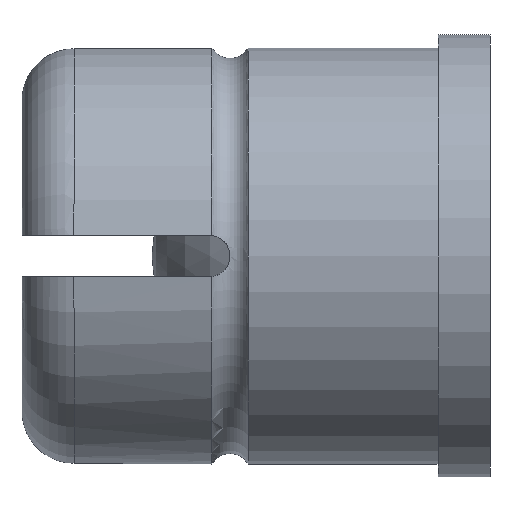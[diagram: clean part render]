
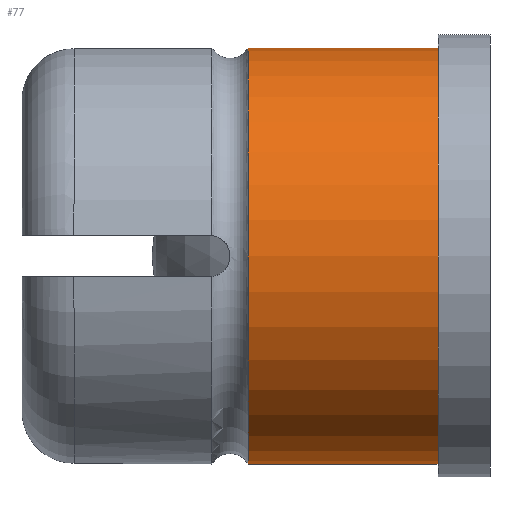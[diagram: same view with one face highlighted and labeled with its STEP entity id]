
A CAD part, front view. The second image highlights one B-rep face of the part: STEP entity #77.
In plain terms, the highlighted cylindrical face has radius 4 mm (diameter 8 mm), a full revolution.
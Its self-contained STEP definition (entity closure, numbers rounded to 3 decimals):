
#77 = ADVANCED_FACE( '', ( #161, #162 ), #163, .T. );
#161 = FACE_OUTER_BOUND( '', #246, .T. );
#162 = FACE_OUTER_BOUND( '', #247, .T. );
#163 = CYLINDRICAL_SURFACE( '', #248, 4. );
#246 = EDGE_LOOP( '', ( #396 ) );
#247 = EDGE_LOOP( '', ( #397 ) );
#248 = AXIS2_PLACEMENT_3D( '', #398, #399, #400 );
#396 = ORIENTED_EDGE( '', *, *, #484, .F. );
#397 = ORIENTED_EDGE( '', *, *, #518, .T. );
#398 = CARTESIAN_POINT( '', ( 9., 0., 0. ) );
#399 = DIRECTION( '', ( -1., 0., 0. ) );
#400 = DIRECTION( '', ( 0., 0., -1. ) );
#484 = EDGE_CURVE( '', #570, #570, #571, .T. );
#518 = EDGE_CURVE( '', #621, #621, #622, .T. );
#570 = VERTEX_POINT( '', #695 );
#571 = CIRCLE( '', #696, 4. );
#621 = VERTEX_POINT( '', #815 );
#622 = CIRCLE( '', #816, 4. );
#695 = CARTESIAN_POINT( '', ( 8., 0., -4. ) );
#696 = AXIS2_PLACEMENT_3D( '', #908, #909, #910 );
#815 = CARTESIAN_POINT( '', ( 4.346, 0., -4. ) );
#816 = AXIS2_PLACEMENT_3D( '', #941, #942, #943 );
#908 = CARTESIAN_POINT( '', ( 8., 0., 0. ) );
#909 = DIRECTION( '', ( 1., 0., 0. ) );
#910 = DIRECTION( '', ( 0., 0., -1. ) );
#941 = CARTESIAN_POINT( '', ( 4.346, 0., 0. ) );
#942 = DIRECTION( '', ( 1., 0., 0. ) );
#943 = DIRECTION( '', ( 0., 0., -1. ) );
